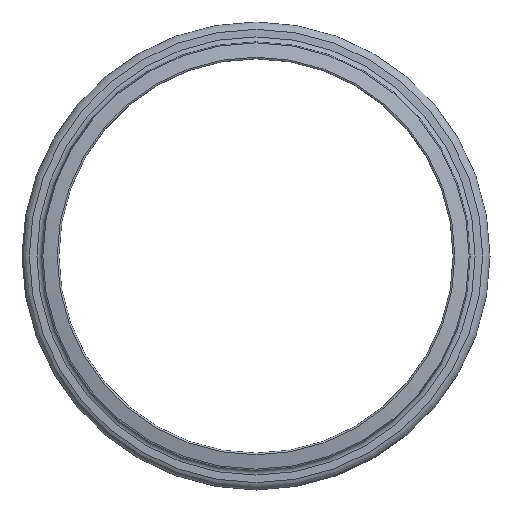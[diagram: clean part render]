
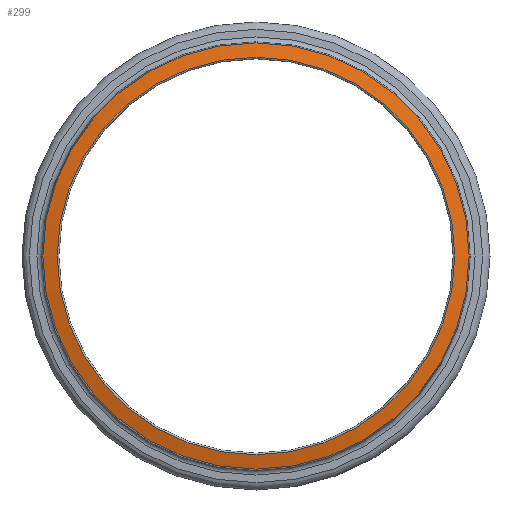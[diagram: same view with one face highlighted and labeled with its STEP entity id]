
A CAD part, front view. The second image highlights one B-rep face of the part: STEP entity #299.
In plain terms, the highlighted conical face has half-angle 76.942 degrees and reference radius 17.452 mm.
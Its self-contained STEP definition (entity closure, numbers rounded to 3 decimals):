
#34=CONICAL_SURFACE('',#353,17.452,1.343);
#50=FACE_OUTER_BOUND('',#69,.T.);
#69=EDGE_LOOP('',(#257,#258,#259,#260,#261));
#84=LINE('',#551,#97);
#97=VECTOR('',#454,17.452);
#118=CIRCLE('',#350,16.844);
#120=CIRCLE('',#352,16.844);
#121=CIRCLE('',#354,18.06);
#147=VERTEX_POINT('',#543);
#148=VERTEX_POINT('',#544);
#149=VERTEX_POINT('',#549);
#184=EDGE_CURVE('',#147,#148,#118,.T.);
#186=EDGE_CURVE('',#148,#147,#120,.T.);
#187=EDGE_CURVE('',#149,#149,#121,.T.);
#188=EDGE_CURVE('',#149,#148,#84,.T.);
#257=ORIENTED_EDGE('',*,*,#187,.F.);
#258=ORIENTED_EDGE('',*,*,#188,.T.);
#259=ORIENTED_EDGE('',*,*,#186,.T.);
#260=ORIENTED_EDGE('',*,*,#184,.T.);
#261=ORIENTED_EDGE('',*,*,#188,.F.);
#299=ADVANCED_FACE('',(#50),#34,.T.);
#350=AXIS2_PLACEMENT_3D('',#545,#444,#445);
#352=AXIS2_PLACEMENT_3D('',#547,#448,#449);
#353=AXIS2_PLACEMENT_3D('',#548,#450,#451);
#354=AXIS2_PLACEMENT_3D('',#550,#452,#453);
#444=DIRECTION('center_axis',(0.,1.,0.));
#445=DIRECTION('ref_axis',(1.,0.,0.));
#448=DIRECTION('center_axis',(0.,1.,0.));
#449=DIRECTION('ref_axis',(1.,0.,0.));
#450=DIRECTION('center_axis',(0.,1.,0.));
#451=DIRECTION('ref_axis',(-1.,0.,0.));
#452=DIRECTION('center_axis',(0.,1.,0.));
#453=DIRECTION('ref_axis',(1.,0.,0.));
#454=DIRECTION('',(-0.974,-0.226,0.));
#543=CARTESIAN_POINT('',(0.,-4.587,-16.844));
#544=CARTESIAN_POINT('',(16.844,-4.587,0.));
#545=CARTESIAN_POINT('Origin',(0.,-4.587,0.));
#547=CARTESIAN_POINT('Origin',(0.,-4.587,0.));
#548=CARTESIAN_POINT('Origin',(0.,-4.446,0.));
#549=CARTESIAN_POINT('',(18.06,-4.305,0.));
#550=CARTESIAN_POINT('Origin',(0.,-4.305,0.));
#551=CARTESIAN_POINT('',(17.452,-4.446,0.));
